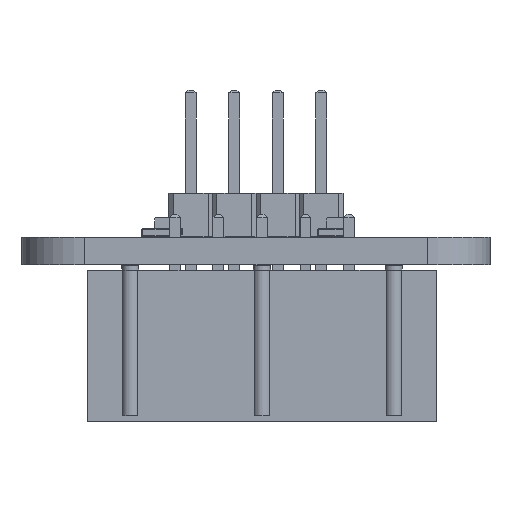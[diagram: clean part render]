
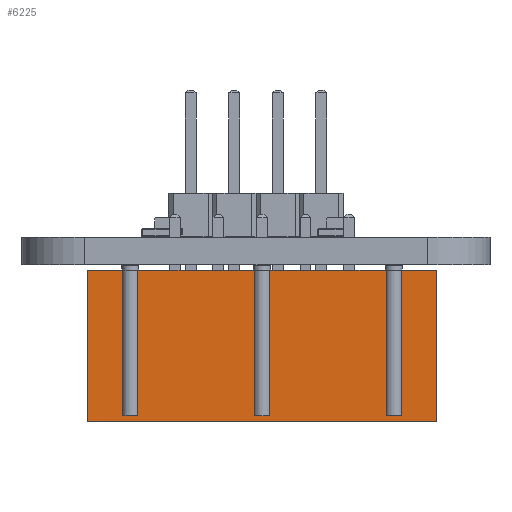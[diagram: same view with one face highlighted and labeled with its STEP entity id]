
A CAD part, front view. The second image highlights one B-rep face of the part: STEP entity #6225.
In plain terms, the highlighted face is planar.
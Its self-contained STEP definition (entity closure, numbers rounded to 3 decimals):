
#5387 = EDGE_CURVE('',#5388,#5390,#5392,.T.);
#5388 = VERTEX_POINT('',#5389);
#5389 = CARTESIAN_POINT('',(5.695,5.1,0.25));
#5390 = VERTEX_POINT('',#5391);
#5391 = CARTESIAN_POINT('',(5.695,5.1,9.1));
#5392 = LINE('',#5393,#5394);
#5393 = CARTESIAN_POINT('',(5.695,5.1,0.25));
#5394 = VECTOR('',#5395,1.);
#5395 = DIRECTION('',(0.,0.,1.));
#5452 = VERTEX_POINT('',#5453);
#5453 = CARTESIAN_POINT('',(5.695,-15.26,9.1));
#5459 = EDGE_CURVE('',#5452,#5390,#5460,.T.);
#5460 = LINE('',#5461,#5462);
#5461 = CARTESIAN_POINT('',(5.695,-15.26,9.1));
#5462 = VECTOR('',#5463,1.);
#5463 = DIRECTION('',(0.,1.,0.));
#5660 = VERTEX_POINT('',#5661);
#5661 = CARTESIAN_POINT('',(5.695,-15.26,0.25));
#5667 = EDGE_CURVE('',#5660,#5452,#5668,.T.);
#5668 = LINE('',#5669,#5670);
#5669 = CARTESIAN_POINT('',(5.695,-15.26,0.25));
#5670 = VECTOR('',#5671,1.);
#5671 = DIRECTION('',(0.,0.,1.));
#5707 = EDGE_CURVE('',#5708,#5388,#5710,.T.);
#5708 = VERTEX_POINT('',#5709);
#5709 = CARTESIAN_POINT('',(5.695,3.033,0.25));
#5710 = LINE('',#5711,#5712);
#5711 = CARTESIAN_POINT('',(5.695,-15.26,0.25));
#5712 = VECTOR('',#5713,1.);
#5713 = DIRECTION('',(0.,1.,0.));
#5725 = VERTEX_POINT('',#5726);
#5726 = CARTESIAN_POINT('',(5.695,2.167,0.25));
#5733 = EDGE_CURVE('',#5734,#5725,#5736,.T.);
#5734 = VERTEX_POINT('',#5735);
#5735 = CARTESIAN_POINT('',(5.695,-4.647,0.25));
#5736 = LINE('',#5737,#5738);
#5737 = CARTESIAN_POINT('',(5.695,-15.26,0.25));
#5738 = VECTOR('',#5739,1.);
#5739 = DIRECTION('',(0.,1.,0.));
#5751 = VERTEX_POINT('',#5752);
#5752 = CARTESIAN_POINT('',(5.695,-5.513,0.25));
#5759 = EDGE_CURVE('',#5760,#5751,#5762,.T.);
#5760 = VERTEX_POINT('',#5761);
#5761 = CARTESIAN_POINT('',(5.695,-12.327,0.25));
#5762 = LINE('',#5763,#5764);
#5763 = CARTESIAN_POINT('',(5.695,-15.26,0.25));
#5764 = VECTOR('',#5765,1.);
#5765 = DIRECTION('',(0.,1.,0.));
#5777 = VERTEX_POINT('',#5778);
#5778 = CARTESIAN_POINT('',(5.695,-13.193,0.25));
#5785 = EDGE_CURVE('',#5660,#5777,#5786,.T.);
#5786 = LINE('',#5787,#5788);
#5787 = CARTESIAN_POINT('',(5.695,-15.26,0.25));
#5788 = VECTOR('',#5789,1.);
#5789 = DIRECTION('',(0.,1.,0.));
#6225 = ADVANCED_FACE('',(#6226),#6301,.T.);
#6226 = FACE_BOUND('',#6227,.T.);
#6227 = EDGE_LOOP('',(#6228,#6229,#6230,#6238,#6246,#6252,#6253,#6261,
    #6269,#6275,#6276,#6284,#6292,#6298,#6299,#6300));
#6228 = ORIENTED_EDGE('',*,*,#5667,.F.);
#6229 = ORIENTED_EDGE('',*,*,#5785,.T.);
#6230 = ORIENTED_EDGE('',*,*,#6231,.F.);
#6231 = EDGE_CURVE('',#6232,#5777,#6234,.T.);
#6232 = VERTEX_POINT('',#6233);
#6233 = CARTESIAN_POINT('',(5.695,-13.193,8.75));
#6234 = LINE('',#6235,#6236);
#6235 = CARTESIAN_POINT('',(5.695,-13.193,0.25));
#6236 = VECTOR('',#6237,1.);
#6237 = DIRECTION('',(-0.,-0.,-1.));
#6238 = ORIENTED_EDGE('',*,*,#6239,.F.);
#6239 = EDGE_CURVE('',#6240,#6232,#6242,.T.);
#6240 = VERTEX_POINT('',#6241);
#6241 = CARTESIAN_POINT('',(5.695,-12.327,8.75));
#6242 = LINE('',#6243,#6244);
#6243 = CARTESIAN_POINT('',(5.695,-8.92,8.75));
#6244 = VECTOR('',#6245,1.);
#6245 = DIRECTION('',(0.,-1.,0.));
#6246 = ORIENTED_EDGE('',*,*,#6247,.T.);
#6247 = EDGE_CURVE('',#6240,#5760,#6248,.T.);
#6248 = LINE('',#6249,#6250);
#6249 = CARTESIAN_POINT('',(5.695,-12.327,0.25));
#6250 = VECTOR('',#6251,1.);
#6251 = DIRECTION('',(-0.,-0.,-1.));
#6252 = ORIENTED_EDGE('',*,*,#5759,.T.);
#6253 = ORIENTED_EDGE('',*,*,#6254,.F.);
#6254 = EDGE_CURVE('',#6255,#5751,#6257,.T.);
#6255 = VERTEX_POINT('',#6256);
#6256 = CARTESIAN_POINT('',(5.695,-5.513,8.75));
#6257 = LINE('',#6258,#6259);
#6258 = CARTESIAN_POINT('',(5.695,-5.513,0.25));
#6259 = VECTOR('',#6260,1.);
#6260 = DIRECTION('',(-0.,-0.,-1.));
#6261 = ORIENTED_EDGE('',*,*,#6262,.F.);
#6262 = EDGE_CURVE('',#6263,#6255,#6265,.T.);
#6263 = VERTEX_POINT('',#6264);
#6264 = CARTESIAN_POINT('',(5.695,-4.647,8.75));
#6265 = LINE('',#6266,#6267);
#6266 = CARTESIAN_POINT('',(5.695,-5.08,8.75));
#6267 = VECTOR('',#6268,1.);
#6268 = DIRECTION('',(0.,-1.,0.));
#6269 = ORIENTED_EDGE('',*,*,#6270,.T.);
#6270 = EDGE_CURVE('',#6263,#5734,#6271,.T.);
#6271 = LINE('',#6272,#6273);
#6272 = CARTESIAN_POINT('',(5.695,-4.647,0.25));
#6273 = VECTOR('',#6274,1.);
#6274 = DIRECTION('',(-0.,-0.,-1.));
#6275 = ORIENTED_EDGE('',*,*,#5733,.T.);
#6276 = ORIENTED_EDGE('',*,*,#6277,.F.);
#6277 = EDGE_CURVE('',#6278,#5725,#6280,.T.);
#6278 = VERTEX_POINT('',#6279);
#6279 = CARTESIAN_POINT('',(5.695,2.167,8.75));
#6280 = LINE('',#6281,#6282);
#6281 = CARTESIAN_POINT('',(5.695,2.167,0.25));
#6282 = VECTOR('',#6283,1.);
#6283 = DIRECTION('',(-0.,-0.,-1.));
#6284 = ORIENTED_EDGE('',*,*,#6285,.F.);
#6285 = EDGE_CURVE('',#6286,#6278,#6288,.T.);
#6286 = VERTEX_POINT('',#6287);
#6287 = CARTESIAN_POINT('',(5.695,3.033,8.75));
#6288 = LINE('',#6289,#6290);
#6289 = CARTESIAN_POINT('',(5.695,-1.24,8.75));
#6290 = VECTOR('',#6291,1.);
#6291 = DIRECTION('',(0.,-1.,0.));
#6292 = ORIENTED_EDGE('',*,*,#6293,.T.);
#6293 = EDGE_CURVE('',#6286,#5708,#6294,.T.);
#6294 = LINE('',#6295,#6296);
#6295 = CARTESIAN_POINT('',(5.695,3.033,0.25));
#6296 = VECTOR('',#6297,1.);
#6297 = DIRECTION('',(-0.,-0.,-1.));
#6298 = ORIENTED_EDGE('',*,*,#5707,.T.);
#6299 = ORIENTED_EDGE('',*,*,#5387,.T.);
#6300 = ORIENTED_EDGE('',*,*,#5459,.F.);
#6301 = PLANE('',#6302);
#6302 = AXIS2_PLACEMENT_3D('',#6303,#6304,#6305);
#6303 = CARTESIAN_POINT('',(5.695,-5.08,4.675));
#6304 = DIRECTION('',(1.,0.,0.));
#6305 = DIRECTION('',(0.,0.,1.));
